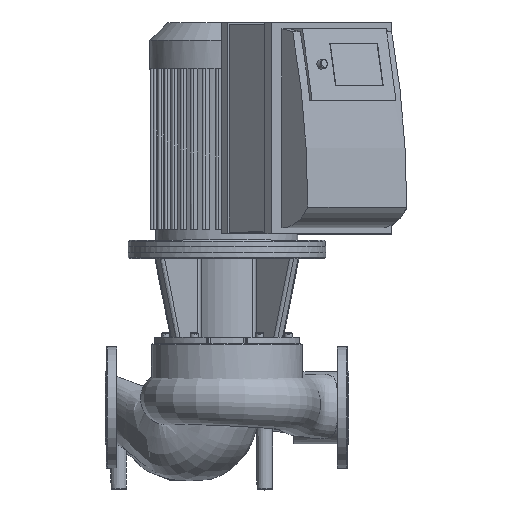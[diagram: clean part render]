
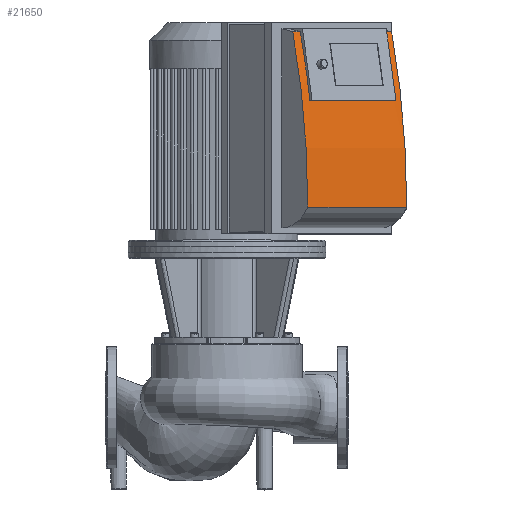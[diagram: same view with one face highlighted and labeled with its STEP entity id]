
A CAD part, top view. The second image highlights one B-rep face of the part: STEP entity #21650.
In plain terms, the highlighted cylindrical face has radius 1202.87 mm (diameter 2405.74 mm), a partial arc.
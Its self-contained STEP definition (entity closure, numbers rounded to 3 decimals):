
#874=CYLINDRICAL_SURFACE($,#23823,1202.871);
#2121=FACE_OUTER_BOUND($,#3619,.T.);
#3619=EDGE_LOOP($,(#19418,#19419,#19420,#19421,#19422,#19423,#19424,#19425));
#5462=LINE($,#56805,#7338);
#5474=LINE($,#56833,#7350);
#5479=LINE($,#56842,#7355);
#5481=LINE($,#56852,#7357);
#7338=VECTOR($,#29869,195.);
#7350=VECTOR($,#29895,17.5);
#7355=VECTOR($,#29902,17.5);
#7357=VECTOR($,#29914,230.);
#8335=CIRCLE($,#23813,1202.871);
#8336=CIRCLE($,#23817,1202.871);
#8338=CIRCLE($,#23822,1202.871);
#8339=CIRCLE($,#23824,1202.871);
#10321=VERTEX_POINT($,#56803);
#10322=VERTEX_POINT($,#56804);
#10325=VERTEX_POINT($,#56812);
#10330=VERTEX_POINT($,#56828);
#10331=VERTEX_POINT($,#56832);
#10334=VERTEX_POINT($,#56840);
#10336=VERTEX_POINT($,#56845);
#10337=VERTEX_POINT($,#56850);
#13350=EDGE_CURVE($,#10321,#10322,#5462,.T.);
#13354=EDGE_CURVE($,#10325,#10321,#8335,.T.);
#13362=EDGE_CURVE($,#10322,#10330,#8336,.T.);
#13364=EDGE_CURVE($,#10331,#10325,#5474,.T.);
#13369=EDGE_CURVE($,#10330,#10334,#5479,.T.);
#13372=EDGE_CURVE($,#10336,#10331,#8338,.T.);
#13373=EDGE_CURVE($,#10334,#10337,#8339,.T.);
#13374=EDGE_CURVE($,#10336,#10337,#5481,.T.);
#19418=ORIENTED_EDGE($,*,*,#13362,.T.);
#19419=ORIENTED_EDGE($,*,*,#13369,.T.);
#19420=ORIENTED_EDGE($,*,*,#13373,.T.);
#19421=ORIENTED_EDGE($,*,*,#13374,.F.);
#19422=ORIENTED_EDGE($,*,*,#13372,.T.);
#19423=ORIENTED_EDGE($,*,*,#13364,.T.);
#19424=ORIENTED_EDGE($,*,*,#13354,.T.);
#19425=ORIENTED_EDGE($,*,*,#13350,.T.);
#21650=ADVANCED_FACE($,(#2121),#874,.T.);
#23813=AXIS2_PLACEMENT_3D($,#56813,#29875,#29876);
#23817=AXIS2_PLACEMENT_3D($,#56829,#29890,#29891);
#23822=AXIS2_PLACEMENT_3D($,#56848,#29908,#29909);
#23823=AXIS2_PLACEMENT_3D($,#56849,#29910,#29911);
#23824=AXIS2_PLACEMENT_3D($,#56851,#29912,#29913);
#29869=DIRECTION($,(-0.707,0.,0.707));
#29875=DIRECTION('center_axis',(0.707,0.,-0.707));
#29876=DIRECTION('ref_axis',(0.707,0.,0.707));
#29890=DIRECTION('center_axis',(-0.707,0.,0.707));
#29891=DIRECTION('ref_axis',(0.707,0.,0.707));
#29895=DIRECTION($,(-0.707,0.,0.707));
#29902=DIRECTION($,(-0.707,0.,0.707));
#29908=DIRECTION('center_axis',(-0.707,0.,0.707));
#29909=DIRECTION('ref_axis',(0.707,0.,0.707));
#29910=DIRECTION('center_axis',(-0.707,0.,0.707));
#29911=DIRECTION('ref_axis',(0.707,0.,0.707));
#29912=DIRECTION('center_axis',(0.707,0.,-0.707));
#29913=DIRECTION('ref_axis',(0.707,0.,0.707));
#29914=DIRECTION($,(-0.707,0.,0.707));
#56803=CARTESIAN_POINT('',(474.128,504.128,311.242));
#56804=CARTESIAN_POINT('',(336.242,504.128,449.128));
#56805=CARTESIAN_POINT($,(405.185,504.128,380.185));
#56812=CARTESIAN_POINT('',(458.448,617.,295.562));
#56813=CARTESIAN_POINT('Origin',(-367.362,328.944,-530.248));
#56828=CARTESIAN_POINT('',(320.562,617.,433.448));
#56829=CARTESIAN_POINT('Origin',(-505.248,328.944,-392.362));
#56832=CARTESIAN_POINT('',(470.822,617.,283.187));
#56833=CARTESIAN_POINT($,(389.505,617.,364.505));
#56840=CARTESIAN_POINT('',(308.187,617.,445.822));
#56842=CARTESIAN_POINT($,(389.505,617.,364.505));
#56845=CARTESIAN_POINT('',(495.571,328.944,307.936));
#56848=CARTESIAN_POINT('Origin',(-354.988,328.944,-542.622));
#56849=CARTESIAN_POINT('Origin',(-436.305,328.944,-461.305));
#56850=CARTESIAN_POINT('',(332.936,328.944,470.571));
#56851=CARTESIAN_POINT('Origin',(-517.622,328.944,-379.988));
#56852=CARTESIAN_POINT($,(414.253,328.944,389.253));
